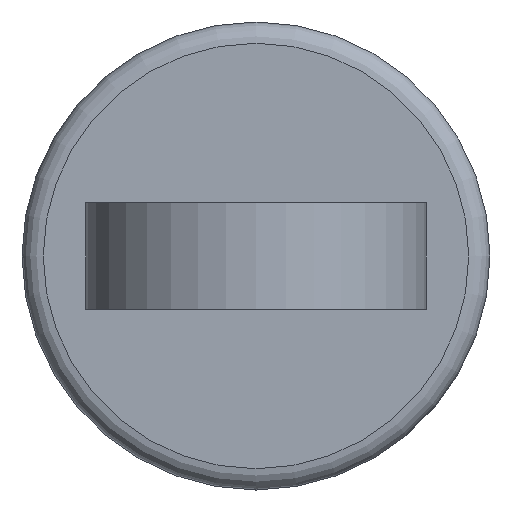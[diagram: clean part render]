
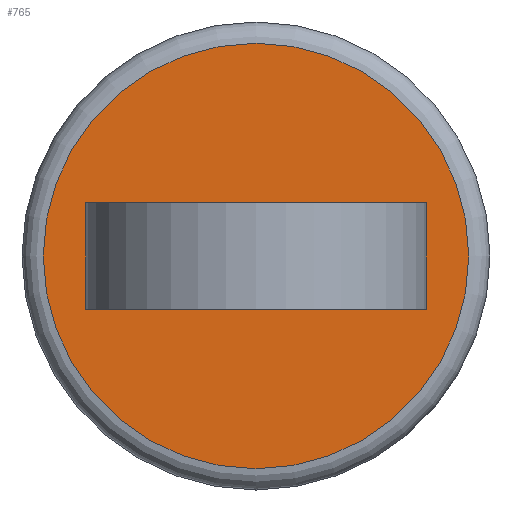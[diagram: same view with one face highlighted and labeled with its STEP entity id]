
A CAD part, left-side view. The second image highlights one B-rep face of the part: STEP entity #765.
In plain terms, the highlighted planar face has unit normal (-1, 0, 0).
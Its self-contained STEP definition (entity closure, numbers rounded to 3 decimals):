
#46=LINE('',#1217,#84);
#47=LINE('',#1219,#85);
#48=LINE('',#1221,#86);
#49=LINE('',#1222,#87);
#84=VECTOR('',#959,5.);
#85=VECTOR('',#960,16.);
#86=VECTOR('',#961,5.);
#87=VECTOR('',#962,16.);
#122=PLANE('',#830);
#171=FACE_BOUND('',#262,.T.);
#201=FACE_OUTER_BOUND('',#261,.T.);
#261=EDGE_LOOP('',(#567));
#262=EDGE_LOOP('',(#568,#569,#570,#571));
#339=CIRCLE('',#829,10.);
#391=VERTEX_POINT('',#1212);
#392=VERTEX_POINT('',#1215);
#393=VERTEX_POINT('',#1216);
#394=VERTEX_POINT('',#1218);
#395=VERTEX_POINT('',#1220);
#464=EDGE_CURVE('',#391,#391,#339,.T.);
#465=EDGE_CURVE('',#392,#393,#46,.T.);
#466=EDGE_CURVE('',#393,#394,#47,.T.);
#467=EDGE_CURVE('',#394,#395,#48,.T.);
#468=EDGE_CURVE('',#395,#392,#49,.T.);
#567=ORIENTED_EDGE('',*,*,#464,.F.);
#568=ORIENTED_EDGE('',*,*,#465,.T.);
#569=ORIENTED_EDGE('',*,*,#466,.T.);
#570=ORIENTED_EDGE('',*,*,#467,.T.);
#571=ORIENTED_EDGE('',*,*,#468,.T.);
#765=ADVANCED_FACE('',(#201,#171),#122,.T.);
#829=AXIS2_PLACEMENT_3D('',#1213,#955,#956);
#830=AXIS2_PLACEMENT_3D('',#1214,#957,#958);
#955=DIRECTION('center_axis',(1.,0.,0.));
#956=DIRECTION('ref_axis',(0.,0.,-1.));
#957=DIRECTION('center_axis',(-1.,0.,0.));
#958=DIRECTION('ref_axis',(0.,0.,1.));
#959=DIRECTION('',(0.,0.,-1.));
#960=DIRECTION('',(0.,1.,0.));
#961=DIRECTION('',(0.,0.,1.));
#962=DIRECTION('',(0.,-1.,0.));
#1212=CARTESIAN_POINT('',(0.,0.,10.));
#1213=CARTESIAN_POINT('Origin',(0.,0.,0.));
#1214=CARTESIAN_POINT('Origin',(0.,0.,5.5));
#1215=CARTESIAN_POINT('',(0.,-8.,2.5));
#1216=CARTESIAN_POINT('',(0.,-8.,-2.5));
#1217=CARTESIAN_POINT('',(0.,-8.,2.75));
#1218=CARTESIAN_POINT('',(0.,8.,-2.5));
#1219=CARTESIAN_POINT('',(0.,0.,-2.5));
#1220=CARTESIAN_POINT('',(0.,8.,2.5));
#1221=CARTESIAN_POINT('',(0.,8.,2.75));
#1222=CARTESIAN_POINT('',(0.,0.,2.5));
